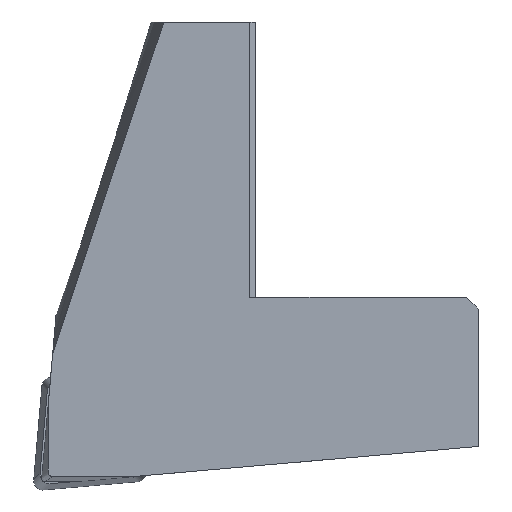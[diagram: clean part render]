
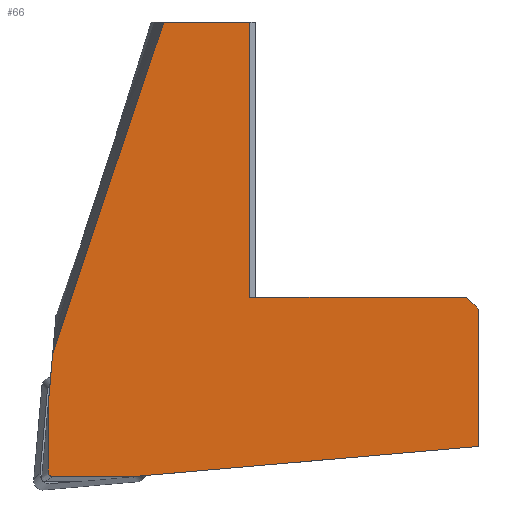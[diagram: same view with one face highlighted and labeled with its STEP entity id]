
A CAD part, front view. The second image highlights one B-rep face of the part: STEP entity #66.
In plain terms, the highlighted planar face has unit normal (0, -1, 0).
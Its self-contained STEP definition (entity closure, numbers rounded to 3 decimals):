
#66=ADVANCED_FACE('',(#121),#97,.F.);
#97=PLANE('',#639);
#121=FACE_OUTER_BOUND('',#152,.T.);
#152=EDGE_LOOP('',(#200,#201,#202,#203,#204,#205,#206,#207,#208,#209,#210));
#183=B_SPLINE_CURVE_WITH_KNOTS('',3,(#883,#884,#885,#886,#887,#888,#889,
#890,#891),.UNSPECIFIED.,.F.,.F.,(4,1,1,1,1,1,4),(0.,0.167,0.333,
0.5,0.667,0.833,1.),.UNSPECIFIED.);
#184=B_SPLINE_CURVE_WITH_KNOTS('',3,(#897,#898,#899,#900,#901,#902,#903,
#904,#905,#906,#907,#908,#909,#910,#911,#912,#913,#914),.UNSPECIFIED.,.F.,
 .F.,(4,1,1,1,1,1,1,1,1,1,1,1,1,1,1,4),(0.,0.067,0.133,
0.2,0.267,0.333,0.4,0.467,0.533,
0.6,0.667,0.733,0.8,0.867,0.933,
1.),.UNSPECIFIED.);
#200=ORIENTED_EDGE('',*,*,#415,.T.);
#201=ORIENTED_EDGE('',*,*,#416,.F.);
#202=ORIENTED_EDGE('',*,*,#417,.F.);
#203=ORIENTED_EDGE('',*,*,#418,.F.);
#204=ORIENTED_EDGE('',*,*,#419,.T.);
#205=ORIENTED_EDGE('',*,*,#420,.F.);
#206=ORIENTED_EDGE('',*,*,#421,.F.);
#207=ORIENTED_EDGE('',*,*,#407,.F.);
#208=ORIENTED_EDGE('',*,*,#422,.T.);
#209=ORIENTED_EDGE('',*,*,#423,.T.);
#210=ORIENTED_EDGE('',*,*,#424,.T.);
#353=VERTEX_POINT('',#833);
#354=VERTEX_POINT('',#835);
#360=VERTEX_POINT('',#877);
#361=VERTEX_POINT('',#878);
#362=VERTEX_POINT('',#880);
#363=VERTEX_POINT('',#882);
#364=VERTEX_POINT('',#892);
#365=VERTEX_POINT('',#894);
#366=VERTEX_POINT('',#896);
#367=VERTEX_POINT('',#916);
#368=VERTEX_POINT('',#918);
#407=EDGE_CURVE('',#353,#354,#488,.T.);
#415=EDGE_CURVE('',#360,#361,#494,.T.);
#416=EDGE_CURVE('',#362,#361,#495,.T.);
#417=EDGE_CURVE('',#363,#362,#496,.T.);
#418=EDGE_CURVE('',#364,#363,#183,.T.);
#419=EDGE_CURVE('',#364,#365,#497,.T.);
#420=EDGE_CURVE('',#366,#365,#498,.T.);
#421=EDGE_CURVE('',#354,#366,#184,.T.);
#422=EDGE_CURVE('',#353,#367,#499,.T.);
#423=EDGE_CURVE('',#367,#368,#500,.T.);
#424=EDGE_CURVE('',#368,#360,#501,.T.);
#488=LINE('',#834,#550);
#494=LINE('',#876,#556);
#495=LINE('',#879,#557);
#496=LINE('',#881,#558);
#497=LINE('',#893,#559);
#498=LINE('',#895,#560);
#499=LINE('',#915,#561);
#500=LINE('',#917,#562);
#501=LINE('',#919,#563);
#550=VECTOR('',#686,1.);
#556=VECTOR('',#696,1.);
#557=VECTOR('',#697,1.);
#558=VECTOR('',#698,1.);
#559=VECTOR('',#699,1.);
#560=VECTOR('',#700,1.);
#561=VECTOR('',#701,1.);
#562=VECTOR('',#702,1.);
#563=VECTOR('',#703,1.);
#639=AXIS2_PLACEMENT_3D('',#920,#704,#705);
#686=DIRECTION('',(-1.,0.,0.));
#696=DIRECTION('',(-1.,0.,0.));
#697=DIRECTION('',(0.,0.,-1.));
#698=DIRECTION('',(1.,0.,0.));
#699=DIRECTION('',(-0.087,0.,-0.996));
#700=DIRECTION('',(0.,0.,1.));
#701=DIRECTION('',(0.996,0.,0.087));
#702=DIRECTION('',(0.,0.,1.));
#703=DIRECTION('',(-0.707,0.,0.707));
#704=DIRECTION('',(0.,1.,0.));
#705=DIRECTION('',(0.,0.,1.));
#833=CARTESIAN_POINT('',(-10.5,-8.,-15.3));
#834=CARTESIAN_POINT('',(-10.5,-8.,-15.3));
#835=CARTESIAN_POINT('',(-17.291,-8.,-15.3));
#876=CARTESIAN_POINT('',(18.,-8.,0.));
#877=CARTESIAN_POINT('',(18.,-8.,0.));
#878=CARTESIAN_POINT('',(-0.5,-8.,0.));
#879=CARTESIAN_POINT('',(-0.5,-8.,23.5));
#880=CARTESIAN_POINT('',(-0.5,-8.,23.5));
#881=CARTESIAN_POINT('',(-7.844,-8.,23.5));
#882=CARTESIAN_POINT('',(-7.844,-8.,23.5));
#883=CARTESIAN_POINT('',(-17.332,-8.,-4.914));
#884=CARTESIAN_POINT('',(-16.691,-8.,-2.984));
#885=CARTESIAN_POINT('',(-15.452,-8.,0.749));
#886=CARTESIAN_POINT('',(-13.721,-8.,5.95));
#887=CARTESIAN_POINT('',(-12.102,-8.,10.803));
#888=CARTESIAN_POINT('',(-10.586,-8.,15.335));
#889=CARTESIAN_POINT('',(-9.166,-8.,19.571));
#890=CARTESIAN_POINT('',(-8.275,-8.,22.221));
#891=CARTESIAN_POINT('',(-7.844,-8.,23.5));
#892=CARTESIAN_POINT('',(-17.332,-8.,-4.914));
#893=CARTESIAN_POINT('',(-17.332,-8.,-4.914));
#894=CARTESIAN_POINT('',(-17.692,-8.,-9.031));
#895=CARTESIAN_POINT('',(-17.692,-8.,-14.906));
#896=CARTESIAN_POINT('',(-17.692,-8.,-14.906));
#897=CARTESIAN_POINT('',(-17.291,-8.,-15.3));
#898=CARTESIAN_POINT('',(-17.305,-8.,-15.3));
#899=CARTESIAN_POINT('',(-17.333,-8.,-15.299));
#900=CARTESIAN_POINT('',(-17.376,-8.,-15.292));
#901=CARTESIAN_POINT('',(-17.417,-8.,-15.281));
#902=CARTESIAN_POINT('',(-17.456,-8.,-15.266));
#903=CARTESIAN_POINT('',(-17.494,-8.,-15.247));
#904=CARTESIAN_POINT('',(-17.529,-8.,-15.224));
#905=CARTESIAN_POINT('',(-17.562,-8.,-15.198));
#906=CARTESIAN_POINT('',(-17.591,-8.,-15.169));
#907=CARTESIAN_POINT('',(-17.617,-8.,-15.137));
#908=CARTESIAN_POINT('',(-17.64,-8.,-15.103));
#909=CARTESIAN_POINT('',(-17.658,-8.,-15.066));
#910=CARTESIAN_POINT('',(-17.673,-8.,-15.028));
#911=CARTESIAN_POINT('',(-17.684,-8.,-14.988));
#912=CARTESIAN_POINT('',(-17.69,-8.,-14.947));
#913=CARTESIAN_POINT('',(-17.692,-8.,-14.919));
#914=CARTESIAN_POINT('',(-17.692,-8.,-14.906));
#915=CARTESIAN_POINT('',(-10.5,-8.,-15.3));
#916=CARTESIAN_POINT('',(19.,-8.,-12.719));
#917=CARTESIAN_POINT('',(19.,-8.,-12.719));
#918=CARTESIAN_POINT('',(19.,-8.,-1.));
#919=CARTESIAN_POINT('',(19.,-8.,-1.));
#920=CARTESIAN_POINT('',(-22.822,-8.,-16.));
